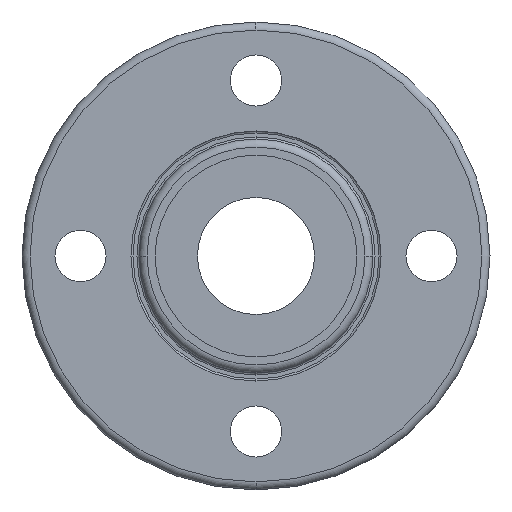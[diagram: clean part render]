
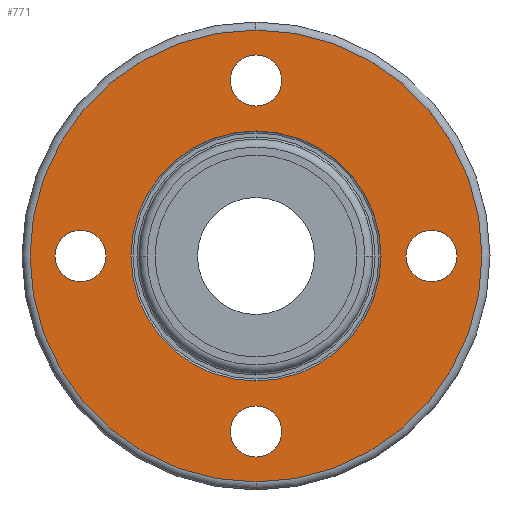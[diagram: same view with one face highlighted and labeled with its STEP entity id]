
A CAD part, left-side view. The second image highlights one B-rep face of the part: STEP entity #771.
In plain terms, the highlighted planar face has unit normal (-1, 0, 0).
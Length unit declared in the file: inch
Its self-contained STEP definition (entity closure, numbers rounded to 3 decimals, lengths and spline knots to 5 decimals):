
#21 = CARTESIAN_POINT ( 'NONE',  ( 0.68898, 0., 0.47244 ) ) ;
#35 = DIRECTION ( 'NONE',  ( 1., 0., 0. ) ) ;
#72 = DIRECTION ( 'NONE',  ( 0., 0., -1. ) ) ;
#83 = AXIS2_PLACEMENT_3D ( 'NONE', #223, #1265, #618 ) ;
#85 = AXIS2_PLACEMENT_3D ( 'NONE', #704, #1640, #1501 ) ;
#93 = VERTEX_POINT ( 'NONE', #1614 ) ;
#105 = ORIENTED_EDGE ( 'NONE', *, *, #1037, .T. ) ;
#107 = EDGE_CURVE ( 'NONE', #201, #419, #567, .T. ) ;
#110 = CIRCLE ( 'NONE', #933, 0.0689 ) ;
#117 = VERTEX_POINT ( 'NONE', #486 ) ;
#124 = CIRCLE ( 'NONE', #236, 0.0689 ) ;
#125 = DIRECTION ( 'NONE',  ( 0., -1., 0. ) ) ;
#137 = ORIENTED_EDGE ( 'NONE', *, *, #812, .T. ) ;
#159 = EDGE_LOOP ( 'NONE', ( #1520, #137 ) ) ;
#161 = CARTESIAN_POINT ( 'NONE',  ( 0.68898, 0., 0. ) ) ;
#180 = AXIS2_PLACEMENT_3D ( 'NONE', #649, #1025, #125 ) ;
#189 = EDGE_LOOP ( 'NONE', ( #1490, #889 ) ) ;
#192 = EDGE_CURVE ( 'NONE', #1440, #1221, #124, .T. ) ;
#201 = VERTEX_POINT ( 'NONE', #777 ) ;
#202 = CIRCLE ( 'NONE', #699, 0.0689 ) ;
#203 = DIRECTION ( 'NONE',  ( 0., 0., -1. ) ) ;
#211 = EDGE_LOOP ( 'NONE', ( #105, #755 ) ) ;
#217 = FACE_BOUND ( 'NONE', #914, .T. ) ;
#220 = VERTEX_POINT ( 'NONE', #1550 ) ;
#223 = CARTESIAN_POINT ( 'NONE',  ( 0.68898, 0., 0. ) ) ;
#229 = DIRECTION ( 'NONE',  ( 1., 0., 0. ) ) ;
#236 = AXIS2_PLACEMENT_3D ( 'NONE', #625, #1655, #370 ) ;
#238 = FACE_OUTER_BOUND ( 'NONE', #159, .T. ) ;
#316 = EDGE_CURVE ( 'NONE', #1657, #858, #110, .T. ) ;
#328 = EDGE_LOOP ( 'NONE', ( #710, #943 ) ) ;
#329 = DIRECTION ( 'NONE',  ( 0., -1., 0. ) ) ;
#340 = DIRECTION ( 'NONE',  ( 1., 0., 0. ) ) ;
#370 = DIRECTION ( 'NONE',  ( 0., 1., 0. ) ) ;
#374 = ORIENTED_EDGE ( 'NONE', *, *, #789, .T. ) ;
#378 = FACE_BOUND ( 'NONE', #402, .T. ) ;
#393 = DIRECTION ( 'NONE',  ( -1., 0., 0. ) ) ;
#394 = AXIS2_PLACEMENT_3D ( 'NONE', #596, #605, #203 ) ;
#402 = EDGE_LOOP ( 'NONE', ( #721, #1355 ) ) ;
#409 = CARTESIAN_POINT ( 'NONE',  ( 0.68898, 0., -0.54134 ) ) ;
#415 = DIRECTION ( 'NONE',  ( 0., 1., 0. ) ) ;
#419 = VERTEX_POINT ( 'NONE', #1564 ) ;
#452 = CIRCLE ( 'NONE', #85, 0.3366 ) ;
#476 = FACE_BOUND ( 'NONE', #189, .T. ) ;
#486 = CARTESIAN_POINT ( 'NONE',  ( 0.68898, 0., -0.3366 ) ) ;
#506 = CARTESIAN_POINT ( 'NONE',  ( 0.68898, 0.47244, 0. ) ) ;
#556 = CIRCLE ( 'NONE', #1371, 0.0689 ) ;
#567 = CIRCLE ( 'NONE', #1313, 0.0689 ) ;
#592 = FACE_BOUND ( 'NONE', #328, .T. ) ;
#596 = CARTESIAN_POINT ( 'NONE',  ( 0.68898, 0., 0. ) ) ;
#605 = DIRECTION ( 'NONE',  ( -1., 0., 0. ) ) ;
#607 = CARTESIAN_POINT ( 'NONE',  ( 0.68898, 0., 0.54134 ) ) ;
#614 = CIRCLE ( 'NONE', #83, 0.60827 ) ;
#618 = DIRECTION ( 'NONE',  ( 0., 0., -1. ) ) ;
#620 = ORIENTED_EDGE ( 'NONE', *, *, #1325, .T. ) ;
#625 = CARTESIAN_POINT ( 'NONE',  ( 0.68898, 0., 0.47244 ) ) ;
#649 = CARTESIAN_POINT ( 'NONE',  ( 0.68898, 0., -0.47244 ) ) ;
#699 = AXIS2_PLACEMENT_3D ( 'NONE', #21, #35, #415 ) ;
#700 = CIRCLE ( 'NONE', #180, 0.0689 ) ;
#704 = CARTESIAN_POINT ( 'NONE',  ( 0.68898, 0., 0. ) ) ;
#710 = ORIENTED_EDGE ( 'NONE', *, *, #1078, .T. ) ;
#721 = ORIENTED_EDGE ( 'NONE', *, *, #1666, .F. ) ;
#755 = ORIENTED_EDGE ( 'NONE', *, *, #107, .T. ) ;
#771 = ADVANCED_FACE ( 'NONE', ( #592, #980, #217, #476, #238, #378 ), #1498, .F. ) ;
#777 = CARTESIAN_POINT ( 'NONE',  ( 0.68898, -0.40354, 0. ) ) ;
#789 = EDGE_CURVE ( 'NONE', #220, #1128, #556, .T. ) ;
#793 = CARTESIAN_POINT ( 'NONE',  ( 0.68898, 0.54134, 0. ) ) ;
#801 = CARTESIAN_POINT ( 'NONE',  ( 0.68898, -0.47244, 0. ) ) ;
#812 = EDGE_CURVE ( 'NONE', #833, #93, #1146, .T. ) ;
#833 = VERTEX_POINT ( 'NONE', #958 ) ;
#857 = DIRECTION ( 'NONE',  ( 0., 0., 1. ) ) ;
#858 = VERTEX_POINT ( 'NONE', #793 ) ;
#868 = CARTESIAN_POINT ( 'NONE',  ( 0.68898, 0., 0.40354 ) ) ;
#886 = DIRECTION ( 'NONE',  ( 1., 0., 0. ) ) ;
#889 = ORIENTED_EDGE ( 'NONE', *, *, #316, .T. ) ;
#914 = EDGE_LOOP ( 'NONE', ( #620, #374 ) ) ;
#933 = AXIS2_PLACEMENT_3D ( 'NONE', #506, #886, #1642 ) ;
#943 = ORIENTED_EDGE ( 'NONE', *, *, #192, .T. ) ;
#945 = DIRECTION ( 'NONE',  ( 0., 0., 1. ) ) ;
#958 = CARTESIAN_POINT ( 'NONE',  ( 0.68898, 0., 0.60827 ) ) ;
#980 = FACE_BOUND ( 'NONE', #211, .T. ) ;
#989 = CIRCLE ( 'NONE', #1454, 0.0689 ) ;
#1025 = DIRECTION ( 'NONE',  ( 1., 0., 0. ) ) ;
#1037 = EDGE_CURVE ( 'NONE', #419, #201, #989, .T. ) ;
#1065 = DIRECTION ( 'NONE',  ( 1., 0., 0. ) ) ;
#1066 = AXIS2_PLACEMENT_3D ( 'NONE', #161, #1065, #72 ) ;
#1078 = EDGE_CURVE ( 'NONE', #1221, #1440, #202, .T. ) ;
#1128 = VERTEX_POINT ( 'NONE', #409 ) ;
#1136 = CARTESIAN_POINT ( 'NONE',  ( 0.68898, 0.40354, 0. ) ) ;
#1146 = CIRCLE ( 'NONE', #394, 0.60827 ) ;
#1197 = DIRECTION ( 'NONE',  ( 0., 0., -1. ) ) ;
#1221 = VERTEX_POINT ( 'NONE', #607 ) ;
#1242 = DIRECTION ( 'NONE',  ( 1., 0., 0. ) ) ;
#1254 = CIRCLE ( 'NONE', #1282, 0.3366 ) ;
#1265 = DIRECTION ( 'NONE',  ( -1., 0., 0. ) ) ;
#1281 = CIRCLE ( 'NONE', #1576, 0.0689 ) ;
#1282 = AXIS2_PLACEMENT_3D ( 'NONE', #1548, #393, #945 ) ;
#1313 = AXIS2_PLACEMENT_3D ( 'NONE', #1475, #340, #857 ) ;
#1318 = CARTESIAN_POINT ( 'NONE',  ( 0.68898, 0., 0.3366 ) ) ;
#1319 = DIRECTION ( 'NONE',  ( 0., 0., 1. ) ) ;
#1325 = EDGE_CURVE ( 'NONE', #1128, #220, #700, .T. ) ;
#1355 = ORIENTED_EDGE ( 'NONE', *, *, #1527, .F. ) ;
#1368 = CARTESIAN_POINT ( 'NONE',  ( 0.68898, 0.47244, 0. ) ) ;
#1371 = AXIS2_PLACEMENT_3D ( 'NONE', #1466, #1242, #329 ) ;
#1378 = EDGE_CURVE ( 'NONE', #93, #833, #614, .T. ) ;
#1421 = DIRECTION ( 'NONE',  ( 1., 0., 0. ) ) ;
#1440 = VERTEX_POINT ( 'NONE', #868 ) ;
#1443 = EDGE_CURVE ( 'NONE', #858, #1657, #1281, .T. ) ;
#1454 = AXIS2_PLACEMENT_3D ( 'NONE', #801, #1421, #1319 ) ;
#1466 = CARTESIAN_POINT ( 'NONE',  ( 0.68898, 0., -0.47244 ) ) ;
#1475 = CARTESIAN_POINT ( 'NONE',  ( 0.68898, -0.47244, 0. ) ) ;
#1490 = ORIENTED_EDGE ( 'NONE', *, *, #1443, .T. ) ;
#1498 = PLANE ( 'NONE',  #1066 ) ;
#1501 = DIRECTION ( 'NONE',  ( 0., 0., 1. ) ) ;
#1520 = ORIENTED_EDGE ( 'NONE', *, *, #1378, .T. ) ;
#1527 = EDGE_CURVE ( 'NONE', #117, #1598, #1254, .T. ) ;
#1548 = CARTESIAN_POINT ( 'NONE',  ( 0.68898, 0., 0. ) ) ;
#1550 = CARTESIAN_POINT ( 'NONE',  ( 0.68898, 0., -0.40354 ) ) ;
#1564 = CARTESIAN_POINT ( 'NONE',  ( 0.68898, -0.54134, 0. ) ) ;
#1576 = AXIS2_PLACEMENT_3D ( 'NONE', #1368, #229, #1197 ) ;
#1598 = VERTEX_POINT ( 'NONE', #1318 ) ;
#1614 = CARTESIAN_POINT ( 'NONE',  ( 0.68898, 0., -0.60827 ) ) ;
#1640 = DIRECTION ( 'NONE',  ( -1., 0., 0. ) ) ;
#1642 = DIRECTION ( 'NONE',  ( 0., 0., -1. ) ) ;
#1655 = DIRECTION ( 'NONE',  ( 1., 0., 0. ) ) ;
#1657 = VERTEX_POINT ( 'NONE', #1136 ) ;
#1666 = EDGE_CURVE ( 'NONE', #1598, #117, #452, .T. ) ;
